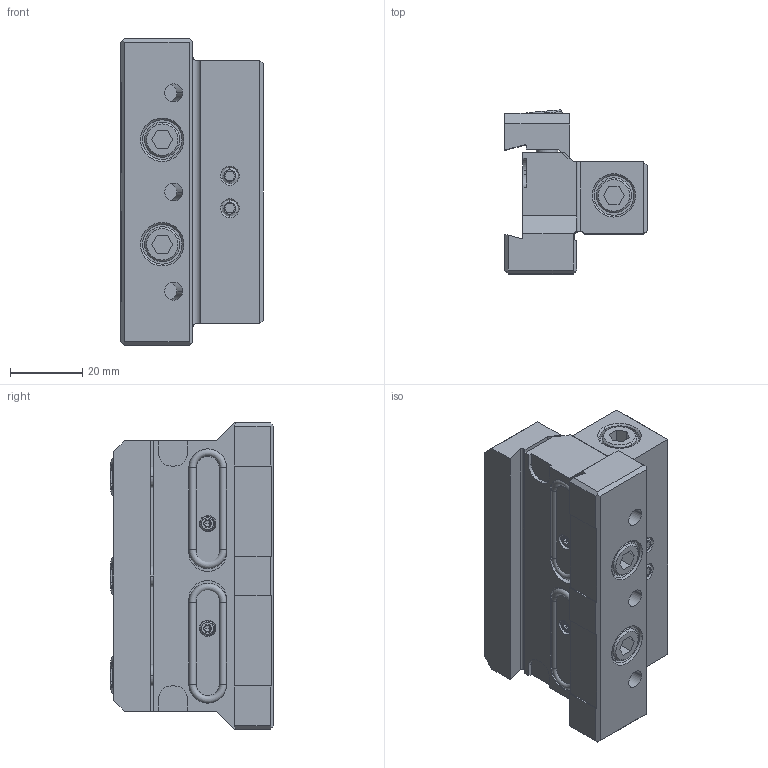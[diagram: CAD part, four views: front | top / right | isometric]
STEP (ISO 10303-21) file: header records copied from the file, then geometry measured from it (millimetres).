
FILE_DESCRIPTION(/* description */ (''),/* implementation_level */ '2;1');
FILE_NAME(/* name */ 'GWTBN2020-B26-C.stp',/* time_stamp */ '2018-07-17T10:24:49+09:00',/* author */ (''),/* organization */ (''),/* preprocessor_version */ 'ST-DEVELOPER v16',/* originating_system */ 'SIEMENS PLM Software NX 10.0',/* authorisation */ '');
FILE_SCHEMA (('AUTOMOTIVE_DESIGN { 1 0 10303 214 3 1 1 1 }'));
Length unit declared in the file: millimetre
Products named in the file (1): GWTBN2020-B26-C_ASM
Bounding box: 39.5 x 45.44 x 85 mm (x, y, z)
Volume: 78910.6 mm3; surface area: 29344.3 mm2
Topology: 15 solids, 15 shells, 404 faces, 1009 edges, 646 vertices
Faces by surface type: plane 176, cylinder 138, cone 62, torus 24, sphere 4
Entity records: 13405 total; most frequent: CARTESIAN_POINT 3057, DIRECTION 2235, ORIENTED_EDGE 2002, EDGE_CURVE 1001, AXIS2_PLACEMENT_3D 842, VERTEX_POINT 646, LINE 551, VECTOR 551
